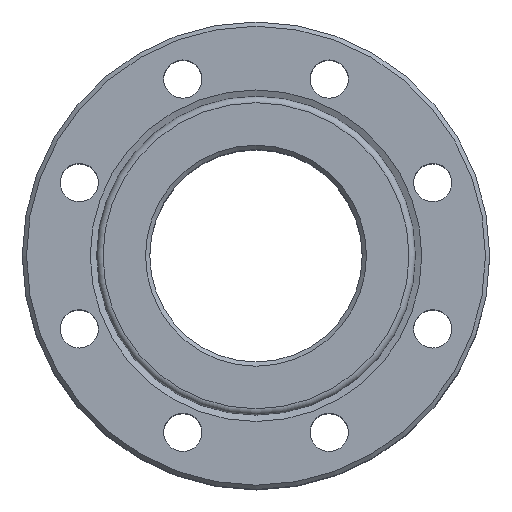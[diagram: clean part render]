
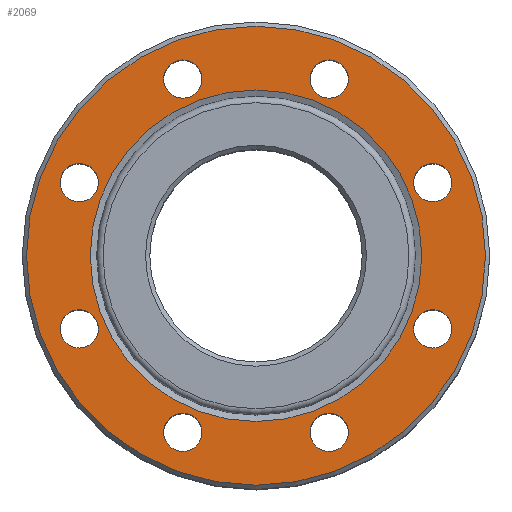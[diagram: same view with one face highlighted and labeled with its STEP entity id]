
A CAD part, top view. The second image highlights one B-rep face of the part: STEP entity #2069.
In plain terms, the highlighted planar face has unit normal (0, 0, 1).
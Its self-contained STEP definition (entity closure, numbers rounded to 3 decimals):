
#86=PLANE('',#2293);
#318=FACE_BOUND('',#561,.T.);
#319=FACE_BOUND('',#562,.T.);
#320=FACE_BOUND('',#563,.T.);
#321=FACE_BOUND('',#564,.T.);
#322=FACE_BOUND('',#565,.T.);
#323=FACE_BOUND('',#566,.T.);
#324=FACE_BOUND('',#567,.T.);
#325=FACE_BOUND('',#568,.T.);
#326=FACE_BOUND('',#569,.T.);
#421=FACE_OUTER_BOUND('',#560,.T.);
#560=EDGE_LOOP('',(#1793));
#561=EDGE_LOOP('',(#1794));
#562=EDGE_LOOP('',(#1795));
#563=EDGE_LOOP('',(#1796));
#564=EDGE_LOOP('',(#1797));
#565=EDGE_LOOP('',(#1798));
#566=EDGE_LOOP('',(#1799));
#567=EDGE_LOOP('',(#1800));
#568=EDGE_LOOP('',(#1801));
#569=EDGE_LOOP('',(#1802));
#764=CIRCLE('',#2292,108.);
#765=CIRCLE('',#2294,9.);
#766=CIRCLE('',#2295,9.);
#767=CIRCLE('',#2296,9.);
#768=CIRCLE('',#2297,9.);
#769=CIRCLE('',#2298,9.);
#770=CIRCLE('',#2299,9.);
#771=CIRCLE('',#2300,9.);
#772=CIRCLE('',#2301,9.);
#773=CIRCLE('',#2302,78.);
#967=VERTEX_POINT('',#4395);
#968=VERTEX_POINT('',#4399);
#969=VERTEX_POINT('',#4401);
#970=VERTEX_POINT('',#4403);
#971=VERTEX_POINT('',#4405);
#972=VERTEX_POINT('',#4407);
#973=VERTEX_POINT('',#4409);
#974=VERTEX_POINT('',#4411);
#975=VERTEX_POINT('',#4413);
#976=VERTEX_POINT('',#4415);
#1248=EDGE_CURVE('',#967,#967,#764,.T.);
#1249=EDGE_CURVE('',#968,#968,#765,.T.);
#1250=EDGE_CURVE('',#969,#969,#766,.T.);
#1251=EDGE_CURVE('',#970,#970,#767,.T.);
#1252=EDGE_CURVE('',#971,#971,#768,.T.);
#1253=EDGE_CURVE('',#972,#972,#769,.T.);
#1254=EDGE_CURVE('',#973,#973,#770,.T.);
#1255=EDGE_CURVE('',#974,#974,#771,.T.);
#1256=EDGE_CURVE('',#975,#975,#772,.T.);
#1257=EDGE_CURVE('',#976,#976,#773,.T.);
#1793=ORIENTED_EDGE('',*,*,#1248,.F.);
#1794=ORIENTED_EDGE('',*,*,#1249,.F.);
#1795=ORIENTED_EDGE('',*,*,#1250,.F.);
#1796=ORIENTED_EDGE('',*,*,#1251,.F.);
#1797=ORIENTED_EDGE('',*,*,#1252,.F.);
#1798=ORIENTED_EDGE('',*,*,#1253,.F.);
#1799=ORIENTED_EDGE('',*,*,#1254,.F.);
#1800=ORIENTED_EDGE('',*,*,#1255,.F.);
#1801=ORIENTED_EDGE('',*,*,#1256,.F.);
#1802=ORIENTED_EDGE('',*,*,#1257,.T.);
#2069=ADVANCED_FACE('',(#421,#318,#319,#320,#321,#322,#323,#324,#325,#326),
#86,.F.);
#2292=AXIS2_PLACEMENT_3D('',#4397,#2772,#2773);
#2293=AXIS2_PLACEMENT_3D('',#4398,#2774,#2775);
#2294=AXIS2_PLACEMENT_3D('',#4400,#2776,#2777);
#2295=AXIS2_PLACEMENT_3D('',#4402,#2778,#2779);
#2296=AXIS2_PLACEMENT_3D('',#4404,#2780,#2781);
#2297=AXIS2_PLACEMENT_3D('',#4406,#2782,#2783);
#2298=AXIS2_PLACEMENT_3D('',#4408,#2784,#2785);
#2299=AXIS2_PLACEMENT_3D('',#4410,#2786,#2787);
#2300=AXIS2_PLACEMENT_3D('',#4412,#2788,#2789);
#2301=AXIS2_PLACEMENT_3D('',#4414,#2790,#2791);
#2302=AXIS2_PLACEMENT_3D('',#4416,#2792,#2793);
#2772=DIRECTION('center_axis',(0.,0.,-1.));
#2773=DIRECTION('ref_axis',(1.,0.,0.));
#2774=DIRECTION('center_axis',(0.,0.,-1.));
#2775=DIRECTION('ref_axis',(-1.,0.,0.));
#2776=DIRECTION('center_axis',(0.,0.,1.));
#2777=DIRECTION('ref_axis',(1.,0.,0.));
#2778=DIRECTION('center_axis',(0.,0.,1.));
#2779=DIRECTION('ref_axis',(1.,0.,0.));
#2780=DIRECTION('center_axis',(0.,0.,1.));
#2781=DIRECTION('ref_axis',(1.,0.,0.));
#2782=DIRECTION('center_axis',(0.,0.,1.));
#2783=DIRECTION('ref_axis',(1.,0.,0.));
#2784=DIRECTION('center_axis',(0.,0.,1.));
#2785=DIRECTION('ref_axis',(1.,0.,0.));
#2786=DIRECTION('center_axis',(0.,0.,1.));
#2787=DIRECTION('ref_axis',(1.,0.,0.));
#2788=DIRECTION('center_axis',(0.,0.,1.));
#2789=DIRECTION('ref_axis',(1.,0.,0.));
#2790=DIRECTION('center_axis',(0.,0.,1.));
#2791=DIRECTION('ref_axis',(1.,0.,0.));
#2792=DIRECTION('center_axis',(0.,0.,-1.));
#2793=DIRECTION('ref_axis',(0.,1.,0.));
#4395=CARTESIAN_POINT('',(-108.,0.,71.));
#4397=CARTESIAN_POINT('Origin',(0.,0.,71.));
#4398=CARTESIAN_POINT('Origin',(0.,0.,71.));
#4399=CARTESIAN_POINT('',(-92.149,34.442,71.));
#4400=CARTESIAN_POINT('Origin',(-83.149,34.442,71.));
#4401=CARTESIAN_POINT('',(-92.149,-34.442,71.));
#4402=CARTESIAN_POINT('Origin',(-83.149,-34.442,71.));
#4403=CARTESIAN_POINT('',(-43.442,-83.149,71.));
#4404=CARTESIAN_POINT('Origin',(-34.442,-83.149,71.));
#4405=CARTESIAN_POINT('',(25.442,-83.149,71.));
#4406=CARTESIAN_POINT('Origin',(34.442,-83.149,71.));
#4407=CARTESIAN_POINT('',(74.149,-34.442,71.));
#4408=CARTESIAN_POINT('Origin',(83.149,-34.442,71.));
#4409=CARTESIAN_POINT('',(74.149,34.442,71.));
#4410=CARTESIAN_POINT('Origin',(83.149,34.442,71.));
#4411=CARTESIAN_POINT('',(25.442,83.149,71.));
#4412=CARTESIAN_POINT('Origin',(34.442,83.149,71.));
#4413=CARTESIAN_POINT('',(-43.442,83.149,71.));
#4414=CARTESIAN_POINT('Origin',(-34.442,83.149,71.));
#4415=CARTESIAN_POINT('',(0.,-78.,71.));
#4416=CARTESIAN_POINT('Origin',(0.,0.,71.));
